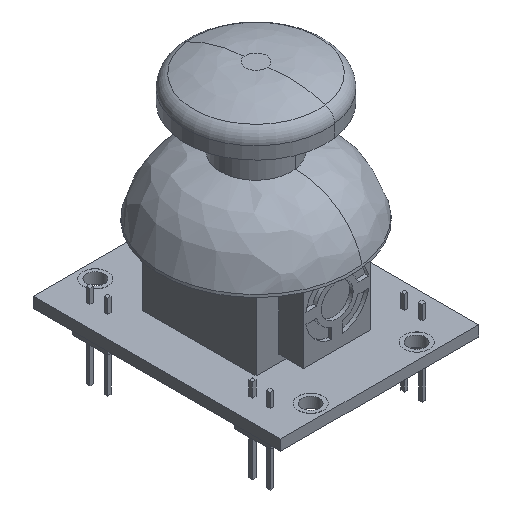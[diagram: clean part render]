
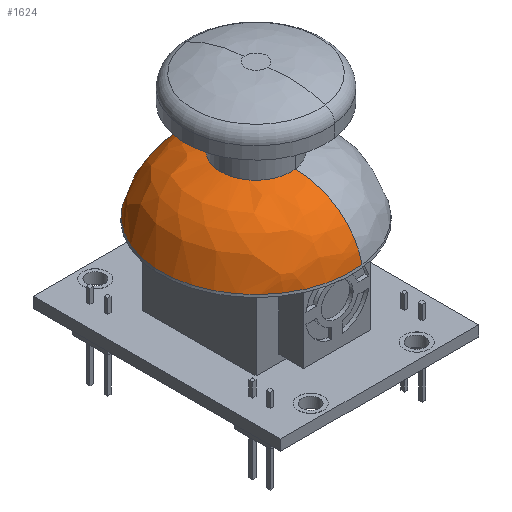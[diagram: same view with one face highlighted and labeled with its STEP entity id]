
A CAD part, isometric view. The second image highlights one B-rep face of the part: STEP entity #1624.
In plain terms, the highlighted free-form (B-spline) face has degree [3, 3] with [4, 4] control points.
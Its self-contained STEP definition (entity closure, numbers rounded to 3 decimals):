
#1318=(
BOUNDED_SURFACE()
B_SPLINE_SURFACE(3,3,((#8713,#8714,#8715,#8716),(#8717,#8718,#8719,#8720),
(#8721,#8722,#8723,#8724),(#8725,#8726,#8727,#8728)),.UNSPECIFIED.,.F.,
 .F.,.F.)
B_SPLINE_SURFACE_WITH_KNOTS((4,4),(4,4),(0.,1.),(0.,1.),.UNSPECIFIED.)
GEOMETRIC_REPRESENTATION_ITEM()
RATIONAL_B_SPLINE_SURFACE(((1.,0.333,0.333,1.),
(0.869,0.29,0.29,0.869),
(0.869,0.29,0.29,0.869),
(1.,0.333,0.333,1.)))
REPRESENTATION_ITEM('')
SURFACE()
);
#1358=FACE_OUTER_BOUND('',#3505,.T.);
#1624=ADVANCED_FACE('',(#1358),#1318,.T.);
#3505=EDGE_LOOP('',(#4009,#4010,#4011,#4012));
#4009=ORIENTED_EDGE('',*,*,#5907,.F.);
#4010=ORIENTED_EDGE('',*,*,#5909,.T.);
#4011=ORIENTED_EDGE('',*,*,#5910,.T.);
#4012=ORIENTED_EDGE('',*,*,#5911,.T.);
#5419=VERTEX_POINT('',#8703);
#5420=VERTEX_POINT('',#8705);
#5421=VERTEX_POINT('',#8709);
#5422=VERTEX_POINT('',#8711);
#5907=EDGE_CURVE('',#5419,#5420,#6490,.T.);
#5909=EDGE_CURVE('',#5419,#5421,#6491,.T.);
#5910=EDGE_CURVE('',#5421,#5422,#6492,.T.);
#5911=EDGE_CURVE('',#5422,#5420,#6493,.T.);
#6490=CIRCLE('',#6605,13.5);
#6491=CIRCLE('',#6607,9.798);
#6492=CIRCLE('',#6608,5.);
#6493=CIRCLE('',#6609,9.798);
#6605=AXIS2_PLACEMENT_3D('',#8704,#7162,#7163);
#6607=AXIS2_PLACEMENT_3D('',#8708,#7167,#7168);
#6608=AXIS2_PLACEMENT_3D('',#8710,#7169,#7170);
#6609=AXIS2_PLACEMENT_3D('',#8712,#7171,#7172);
#7162=DIRECTION('',(0.,0.,-1.));
#7163=DIRECTION('',(0.118,-0.993,0.));
#7167=DIRECTION('',(-0.993,-0.118,0.));
#7168=DIRECTION('',(0.,0.,-1.));
#7169=DIRECTION('',(0.,0.,-1.));
#7170=DIRECTION('',(0.118,-0.993,0.));
#7171=DIRECTION('',(-0.993,-0.118,0.));
#7172=DIRECTION('',(0.118,-0.993,0.));
#8703=CARTESIAN_POINT('',(58.898,-155.656,-22.3));
#8704=CARTESIAN_POINT('',(57.3,-142.251,-22.3));
#8705=CARTESIAN_POINT('',(55.702,-128.846,-22.3));
#8708=CARTESIAN_POINT('',(57.756,-146.08,-24.031));
#8709=CARTESIAN_POINT('',(57.892,-147.216,-14.3));
#8710=CARTESIAN_POINT('',(57.3,-142.251,-14.3));
#8711=CARTESIAN_POINT('',(56.708,-137.286,-14.3));
#8712=CARTESIAN_POINT('',(56.844,-138.422,-24.031));
#8713=CARTESIAN_POINT('',(58.898,-155.656,-22.3));
#8714=CARTESIAN_POINT('',(32.087,-158.851,-22.3));
#8715=CARTESIAN_POINT('',(28.892,-132.041,-22.3));
#8716=CARTESIAN_POINT('',(55.702,-128.846,-22.3));
#8717=CARTESIAN_POINT('',(58.804,-154.871,-17.892));
#8718=CARTESIAN_POINT('',(33.565,-157.879,-17.892));
#8719=CARTESIAN_POINT('',(30.557,-132.639,-17.892));
#8720=CARTESIAN_POINT('',(55.796,-129.631,-17.892));
#8721=CARTESIAN_POINT('',(58.418,-151.632,-14.823));
#8722=CARTESIAN_POINT('',(39.655,-153.868,-14.823));
#8723=CARTESIAN_POINT('',(37.419,-135.106,-14.823));
#8724=CARTESIAN_POINT('',(56.182,-132.87,-14.823));
#8725=CARTESIAN_POINT('',(57.892,-147.216,-14.3));
#8726=CARTESIAN_POINT('',(47.962,-148.399,-14.3));
#8727=CARTESIAN_POINT('',(46.779,-138.47,-14.3));
#8728=CARTESIAN_POINT('',(56.708,-137.286,-14.3));
